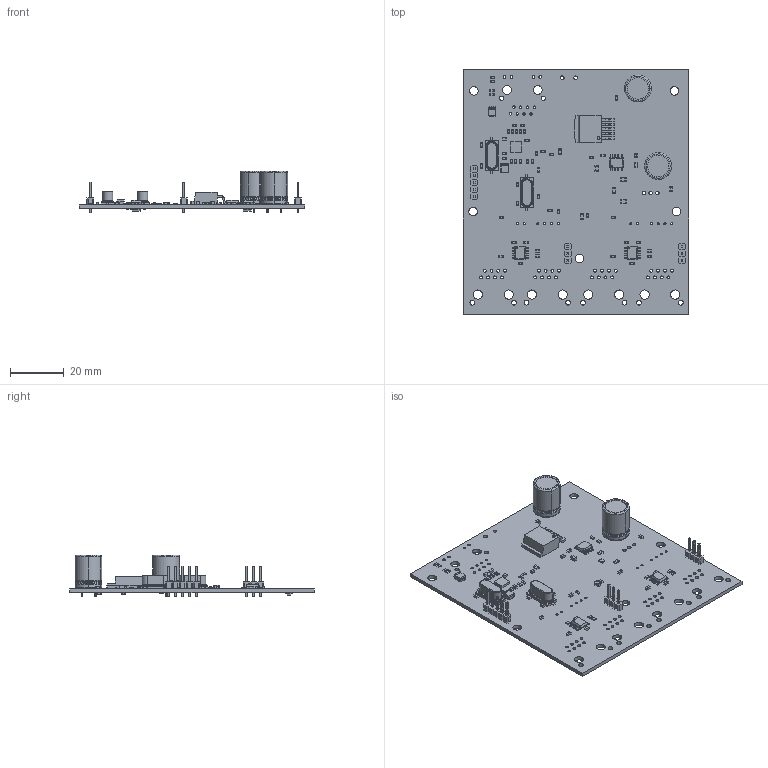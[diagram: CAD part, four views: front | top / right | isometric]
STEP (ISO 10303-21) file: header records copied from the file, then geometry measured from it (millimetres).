
FILE_DESCRIPTION(('Open CASCADE Model'),'2;1');
FILE_NAME('Open CASCADE Shape Model','2021-08-16T13:01:15',('Author'),( 'Open CASCADE'),'Open CASCADE STEP processor 6.8','Open CASCADE 6.8' ,'Unknown');
FILE_SCHEMA(('AUTOMOTIVE_DESIGN { 1 0 10303 214 1 1 1 1 }'));
Length unit declared in the file: millimetre
Products named in the file (148): PCB; Board; Open CASCADE STEP translator 6.8 1.1.1; Q2; User_Library-hc49_cystal; IC2; 4354155248; Extruded; XP1_2; User_Library-PLS-1; XP1_1; X2; PLS-1; R49; 4353602592; 4353602832; 4353603072; R48; R47; 4357922448; 4357930768; R43; 4357929248; R25; User_Library-res0603-1; R24; R23_2; 4354153648; 4354153968; R23_1; R22_2; R22_1; R21; R20; R19; R18; R17; R16; R15; R14 ...
Assembly tree (280 placements, depth 4):
  PCB
    Board
      Open CASCADE STEP translator 6.8 1.1.1
    Q2
      User_Library-hc49_cystal
    IC2
      4354155248
        Extruded
    XP1_2
      User_Library-PLS-1  x3
    XP1_1
      User_Library-PLS-1  x3
    X2
      PLS-1  x5
    R49
      4353602592
        Extruded
      4353602832
        Extruded
      4353603072
        Extruded
    R48
      4353602592
        Extruded
      4353602832
        Extruded
      4353603072
        Extruded
    R47
      4353602592
        Extruded
      4357922448
        Extruded
      4357930768
        Extruded
    R43
      4353602592
        Extruded
      4357922448
        Extruded
      4357929248
        Extruded
    R25
      User_Library-res0603-1
    R24
      User_Library-res0603-1
    R23_2
      4354153648  x2
        Extruded
      4354153968
        Extruded
    R23_1
      4354153648  x2
        Extruded
      4354153968
        Extruded
    R22_2
      4354153648  x2
        Extruded
      4354153968
Bounding box: 83.9 x 90.8 x 15.51 mm (x, y, z)
Volume: 13620.7 mm3; surface area: 19645.2 mm2
Topology: 172 solids, 172 shells, 2848 faces, 6866 edges, 4360 vertices
Faces by surface type: plane 2391, cylinder 339, torus 60, cone 30, bspline 28
Full cylindrical faces by diameter (mm): 0.8 x16, 0.89 x8, 0.9 x5, 1 x6, 1.02 x4, 1.1 x32, 1.27 x3, 1.4 x2, 1.63 x2, 1.8 x8, 3.2 x5, 3.25 x2, 3.4 x8
Entity records: 32255 total; most frequent: CARTESIAN_POINT 5008, DIRECTION 4641, ORIENTED_EDGE 4132, EDGE_CURVE 2066, AXIS2_PLACEMENT_3D 1547, LINE 1547, VECTOR 1547, VERTEX_POINT 1328
